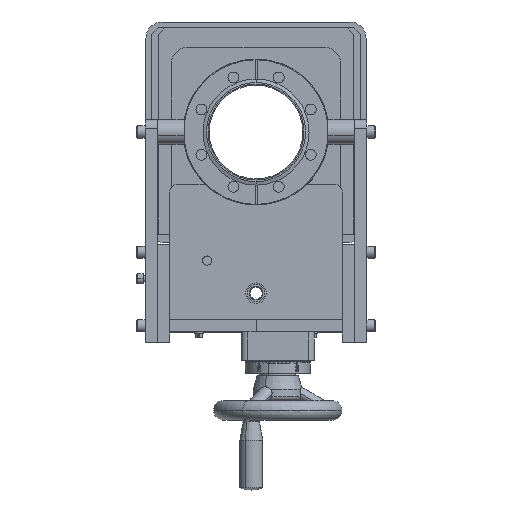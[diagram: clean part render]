
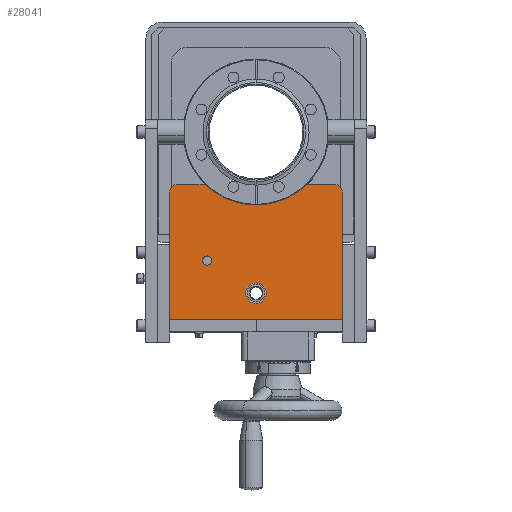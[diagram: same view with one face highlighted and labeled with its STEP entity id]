
A CAD part, front view. The second image highlights one B-rep face of the part: STEP entity #28041.
In plain terms, the highlighted planar face has unit normal (0, -1, 0).
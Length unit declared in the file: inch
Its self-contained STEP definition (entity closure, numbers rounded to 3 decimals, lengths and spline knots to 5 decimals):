
#8 = VERTEX_POINT ( 'NONE', #57723 ) ;
#130 = EDGE_LOOP ( 'NONE', ( #29596, #33224 ) ) ;
#676 = VERTEX_POINT ( 'NONE', #22876 ) ;
#729 = CIRCLE ( 'NONE', #1764, 0.315 ) ;
#1764 = AXIS2_PLACEMENT_3D ( 'NONE', #40649, #8352, #22030 ) ;
#2417 = DIRECTION ( 'NONE',  ( 0., 1., 0. ) ) ;
#3011 = EDGE_CURVE ( 'NONE', #28839, #47979, #3493, .T. ) ;
#3493 = CIRCLE ( 'NONE', #41139, 0.315 ) ;
#3759 = EDGE_CURVE ( 'NONE', #37063, #17301, #41639, .T. ) ;
#4708 = ORIENTED_EDGE ( 'NONE', *, *, #5496, .F. ) ;
#5496 = EDGE_CURVE ( 'NONE', #8, #17301, #9803, .T. ) ;
#5521 = DIRECTION ( 'NONE',  ( 0., 0., 1. ) ) ;
#7375 = CARTESIAN_POINT ( 'NONE',  ( -1.5, 0.03, -3.938 ) ) ;
#8075 = CARTESIAN_POINT ( 'NONE',  ( -1.5, 0.03, -4.0786 ) ) ;
#8352 = DIRECTION ( 'NONE',  ( 0., 1., 0. ) ) ;
#9317 = CIRCLE ( 'NONE', #17253, 0.25 ) ;
#9365 = CARTESIAN_POINT ( 'NONE',  ( 0., 0.03, -5.253 ) ) ;
#9803 = LINE ( 'NONE', #27815, #12920 ) ;
#12920 = VECTOR ( 'NONE', #51970, 39.37008 ) ;
#13101 = ORIENTED_EDGE ( 'NONE', *, *, #26755, .F. ) ;
#13321 = DIRECTION ( 'NONE',  ( 0., -1., 0. ) ) ;
#14778 = DIRECTION ( 'NONE',  ( 0., 0., 1. ) ) ;
#15262 = CARTESIAN_POINT ( 'NONE',  ( 2.65, 0.03, -5.738 ) ) ;
#15902 = EDGE_CURVE ( 'NONE', #40088, #36970, #54138, .T. ) ;
#16049 = AXIS2_PLACEMENT_3D ( 'NONE', #51625, #18742, #28098 ) ;
#16280 = DIRECTION ( 'NONE',  ( 0., -1., 0. ) ) ;
#16307 = CARTESIAN_POINT ( 'NONE',  ( 1.56257, 0.03, -1.598 ) ) ;
#17253 = AXIS2_PLACEMENT_3D ( 'NONE', #46445, #24092, #14778 ) ;
#17301 = VERTEX_POINT ( 'NONE', #49538 ) ;
#18742 = DIRECTION ( 'NONE',  ( 0., 1., 0. ) ) ;
#19166 = CARTESIAN_POINT ( 'NONE',  ( 2.65, 0.03, -5.738 ) ) ;
#19966 = CIRCLE ( 'NONE', #40830, 0.1406 ) ;
#20015 = VERTEX_POINT ( 'NONE', #15262 ) ;
#21326 = VECTOR ( 'NONE', #31042, 39.37008 ) ;
#21838 = CARTESIAN_POINT ( 'NONE',  ( -1.56257, 0.03, -1.598 ) ) ;
#22021 = LINE ( 'NONE', #26098, #21326 ) ;
#22030 = DIRECTION ( 'NONE',  ( 0., 0., 1. ) ) ;
#22876 = CARTESIAN_POINT ( 'NONE',  ( 2.65, 0.03, -1.848 ) ) ;
#23346 = DIRECTION ( 'NONE',  ( 0., 0., 1. ) ) ;
#24092 = DIRECTION ( 'NONE',  ( 0., -1., 0. ) ) ;
#24916 = ORIENTED_EDGE ( 'NONE', *, *, #56498, .F. ) ;
#25088 = LINE ( 'NONE', #19166, #36039 ) ;
#26098 = CARTESIAN_POINT ( 'NONE',  ( -2.65, 0.03, -5.738 ) ) ;
#26258 = CARTESIAN_POINT ( 'NONE',  ( -2.4, 0.03, -1.848 ) ) ;
#26292 = FACE_BOUND ( 'NONE', #130, .T. ) ;
#26664 = EDGE_CURVE ( 'NONE', #28182, #40088, #41012, .T. ) ;
#26755 = EDGE_CURVE ( 'NONE', #676, #20015, #25088, .T. ) ;
#27378 = DIRECTION ( 'NONE',  ( 1., 0., 0. ) ) ;
#27815 = CARTESIAN_POINT ( 'NONE',  ( -2.65, 0.03, -5.738 ) ) ;
#28041 = ADVANCED_FACE ( 'NONE', ( #26292, #44578, #35843 ), #54764, .F. ) ;
#28098 = DIRECTION ( 'NONE',  ( 0., 0., 1. ) ) ;
#28182 = VERTEX_POINT ( 'NONE', #21838 ) ;
#28839 = VERTEX_POINT ( 'NONE', #28981 ) ;
#28885 = ORIENTED_EDGE ( 'NONE', *, *, #15902, .F. ) ;
#28981 = CARTESIAN_POINT ( 'NONE',  ( 0., 0.03, -4.623 ) ) ;
#29430 = DIRECTION ( 'NONE',  ( 0., 0., -1. ) ) ;
#29596 = ORIENTED_EDGE ( 'NONE', *, *, #32622, .T. ) ;
#29625 = DIRECTION ( 'NONE',  ( 0., 0., 1. ) ) ;
#29638 = EDGE_CURVE ( 'NONE', #47979, #28839, #729, .T. ) ;
#30853 = ORIENTED_EDGE ( 'NONE', *, *, #3759, .T. ) ;
#31042 = DIRECTION ( 'NONE',  ( -1., 0., 0. ) ) ;
#32319 = LINE ( 'NONE', #41033, #53108 ) ;
#32600 = ORIENTED_EDGE ( 'NONE', *, *, #37690, .T. ) ;
#32622 = EDGE_CURVE ( 'NONE', #32626, #41485, #19966, .T. ) ;
#32626 = VERTEX_POINT ( 'NONE', #44922 ) ;
#32707 = DIRECTION ( 'NONE',  ( 0., 0., 1. ) ) ;
#33224 = ORIENTED_EDGE ( 'NONE', *, *, #35790, .T. ) ;
#33294 = CARTESIAN_POINT ( 'NONE',  ( 1.56257, 0.03, -1.598 ) ) ;
#35790 = EDGE_CURVE ( 'NONE', #41485, #32626, #42814, .T. ) ;
#35843 = FACE_OUTER_BOUND ( 'NONE', #38988, .T. ) ;
#36039 = VECTOR ( 'NONE', #29430, 39.37008 ) ;
#36970 = VERTEX_POINT ( 'NONE', #37979 ) ;
#37063 = VERTEX_POINT ( 'NONE', #56181 ) ;
#37690 = EDGE_CURVE ( 'NONE', #676, #36970, #9317, .T. ) ;
#37979 = CARTESIAN_POINT ( 'NONE',  ( 2.4, 0.03, -1.598 ) ) ;
#38029 = EDGE_LOOP ( 'NONE', ( #43501, #61079 ) ) ;
#38094 = CARTESIAN_POINT ( 'NONE',  ( 0., 0.03, -4.938 ) ) ;
#38988 = EDGE_LOOP ( 'NONE', ( #13101, #32600, #28885, #48489, #40156, #30853, #4708, #24916 ) ) ;
#40088 = VERTEX_POINT ( 'NONE', #33294 ) ;
#40156 = ORIENTED_EDGE ( 'NONE', *, *, #58329, .F. ) ;
#40649 = CARTESIAN_POINT ( 'NONE',  ( 0., 0.03, -4.938 ) ) ;
#40830 = AXIS2_PLACEMENT_3D ( 'NONE', #7375, #41149, #23346 ) ;
#41012 = CIRCLE ( 'NONE', #59782, 2.235 ) ;
#41033 = CARTESIAN_POINT ( 'NONE',  ( -2.65, 0.03, -1.598 ) ) ;
#41139 = AXIS2_PLACEMENT_3D ( 'NONE', #38094, #57265, #5521 ) ;
#41149 = DIRECTION ( 'NONE',  ( 0., 1., 0. ) ) ;
#41485 = VERTEX_POINT ( 'NONE', #8075 ) ;
#41639 = CIRCLE ( 'NONE', #57452, 0.25 ) ;
#41788 = VECTOR ( 'NONE', #49517, 39.37008 ) ;
#42814 = CIRCLE ( 'NONE', #16049, 0.1406 ) ;
#43501 = ORIENTED_EDGE ( 'NONE', *, *, #3011, .T. ) ;
#44578 = FACE_BOUND ( 'NONE', #38029, .T. ) ;
#44900 = CARTESIAN_POINT ( 'NONE',  ( 0., 0.03, 0. ) ) ;
#44922 = CARTESIAN_POINT ( 'NONE',  ( -1.5, 0.03, -3.7974 ) ) ;
#46445 = CARTESIAN_POINT ( 'NONE',  ( 2.4, 0.03, -1.848 ) ) ;
#46809 = DIRECTION ( 'NONE',  ( 0., 0., 1. ) ) ;
#47979 = VERTEX_POINT ( 'NONE', #9365 ) ;
#48489 = ORIENTED_EDGE ( 'NONE', *, *, #26664, .F. ) ;
#49517 = DIRECTION ( 'NONE',  ( 1., 0., 0. ) ) ;
#49538 = CARTESIAN_POINT ( 'NONE',  ( -2.65, 0.03, -1.848 ) ) ;
#51625 = CARTESIAN_POINT ( 'NONE',  ( -1.5, 0.03, -3.938 ) ) ;
#51970 = DIRECTION ( 'NONE',  ( 0., 0., 1. ) ) ;
#53046 = AXIS2_PLACEMENT_3D ( 'NONE', #44900, #2417, #32707 ) ;
#53108 = VECTOR ( 'NONE', #27378, 39.37008 ) ;
#54138 = LINE ( 'NONE', #16307, #41788 ) ;
#54764 = PLANE ( 'NONE',  #53046 ) ;
#56096 = CARTESIAN_POINT ( 'NONE',  ( 0., 0.03, 0. ) ) ;
#56181 = CARTESIAN_POINT ( 'NONE',  ( -2.4, 0.03, -1.598 ) ) ;
#56498 = EDGE_CURVE ( 'NONE', #20015, #8, #22021, .T. ) ;
#57265 = DIRECTION ( 'NONE',  ( 0., 1., 0. ) ) ;
#57452 = AXIS2_PLACEMENT_3D ( 'NONE', #26258, #16280, #29625 ) ;
#57723 = CARTESIAN_POINT ( 'NONE',  ( -2.65, 0.03, -5.738 ) ) ;
#58329 = EDGE_CURVE ( 'NONE', #37063, #28182, #32319, .T. ) ;
#59782 = AXIS2_PLACEMENT_3D ( 'NONE', #56096, #13321, #46809 ) ;
#61079 = ORIENTED_EDGE ( 'NONE', *, *, #29638, .T. ) ;
